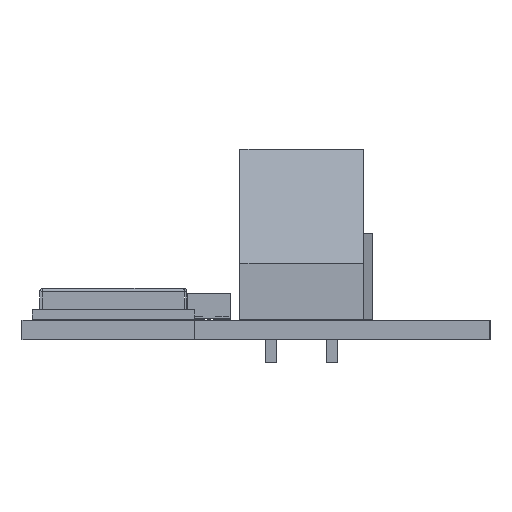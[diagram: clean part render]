
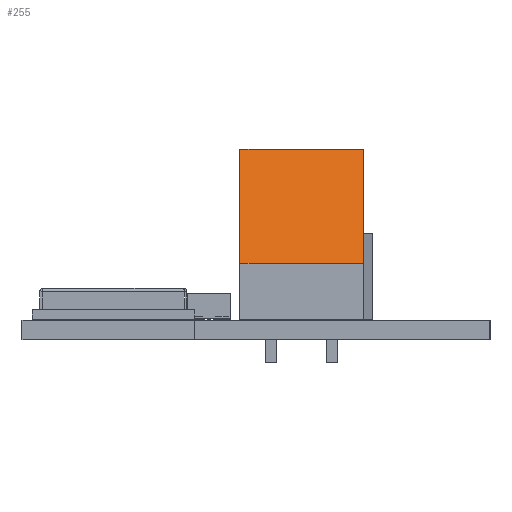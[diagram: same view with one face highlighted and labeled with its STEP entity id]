
A CAD part, left-side view. The second image highlights one B-rep face of the part: STEP entity #255.
In plain terms, the highlighted face is planar.
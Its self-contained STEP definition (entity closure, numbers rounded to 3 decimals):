
#153 = VERTEX_POINT('',#154);
#154 = CARTESIAN_POINT('',(-2.5,5.2,4.57));
#160 = EDGE_CURVE('',#161,#153,#163,.T.);
#161 = VERTEX_POINT('',#162);
#162 = CARTESIAN_POINT('',(-2.5,2.2,13.8));
#163 = LINE('',#164,#165);
#164 = CARTESIAN_POINT('',(-2.5,2.2,13.8));
#165 = VECTOR('',#166,1.);
#166 = DIRECTION('',(0.,0.309,-0.951));
#214 = EDGE_CURVE('',#161,#215,#217,.T.);
#215 = VERTEX_POINT('',#216);
#216 = CARTESIAN_POINT('',(7.5,2.2,13.8));
#217 = LINE('',#218,#219);
#218 = CARTESIAN_POINT('',(-2.5,2.2,13.8));
#219 = VECTOR('',#220,1.);
#220 = DIRECTION('',(1.,0.,0.));
#255 = ADVANCED_FACE('',(#256),#274,.T.);
#256 = FACE_BOUND('',#257,.T.);
#257 = EDGE_LOOP('',(#258,#259,#267,#273));
#258 = ORIENTED_EDGE('',*,*,#214,.T.);
#259 = ORIENTED_EDGE('',*,*,#260,.T.);
#260 = EDGE_CURVE('',#215,#261,#263,.T.);
#261 = VERTEX_POINT('',#262);
#262 = CARTESIAN_POINT('',(7.5,5.2,4.57));
#263 = LINE('',#264,#265);
#264 = CARTESIAN_POINT('',(7.5,2.2,13.8));
#265 = VECTOR('',#266,1.);
#266 = DIRECTION('',(0.,0.309,-0.951));
#267 = ORIENTED_EDGE('',*,*,#268,.F.);
#268 = EDGE_CURVE('',#153,#261,#269,.T.);
#269 = LINE('',#270,#271);
#270 = CARTESIAN_POINT('',(-2.5,5.2,4.57));
#271 = VECTOR('',#272,1.);
#272 = DIRECTION('',(1.,0.,0.));
#273 = ORIENTED_EDGE('',*,*,#160,.F.);
#274 = PLANE('',#275);
#275 = AXIS2_PLACEMENT_3D('',#276,#277,#278);
#276 = CARTESIAN_POINT('',(-2.5,2.2,13.8));
#277 = DIRECTION('',(0.,0.951,0.309));
#278 = DIRECTION('',(0.,0.309,-0.951));
